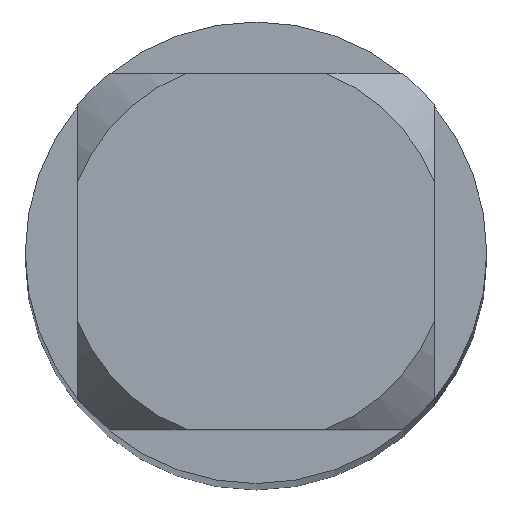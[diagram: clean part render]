
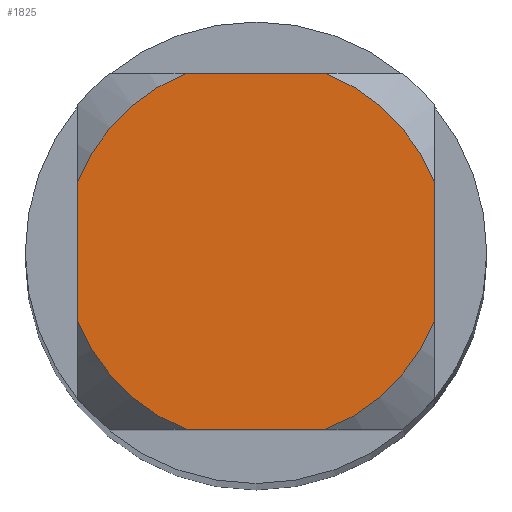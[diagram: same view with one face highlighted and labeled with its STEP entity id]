
A CAD part, top view. The second image highlights one B-rep face of the part: STEP entity #1825.
In plain terms, the highlighted planar face has unit normal (0, 0, 1).
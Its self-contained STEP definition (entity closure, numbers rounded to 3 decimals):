
#1359=EDGE_CURVE('',#2947,#2161,#3739,.T.);
#1441=VERTEX_POINT('',#3828);
#1509=EDGE_CURVE('',#1441,#1807,#3905,.T.);
#1807=VERTEX_POINT('',#4230);
#1825=ADVANCED_FACE('',(#4249),#4250,.T.);
#2017=VERTEX_POINT('',#4463);
#2093=VERTEX_POINT('',#4546);
#2161=VERTEX_POINT('',#4619);
#2481=VERTEX_POINT('',#4967);
#2553=EDGE_CURVE('',#2017,#2093,#5046,.T.);
#2661=EDGE_CURVE('',#2947,#2093,#5162,.T.);
#2947=VERTEX_POINT('',#5473);
#3119=EDGE_CURVE('',#2017,#1807,#5657,.T.);
#3167=EDGE_CURVE('',#2481,#3299,#5709,.T.);
#3209=EDGE_CURVE('',#1441,#3299,#5755,.T.);
#3299=VERTEX_POINT('',#5858);
#3415=EDGE_CURVE('',#2481,#2161,#5986,.T.);
#3739=CIRCLE('',#6566,1.45);
#3828=CARTESIAN_POINT('',(0.529,1.35,0.0));
#3905=CIRCLE('',#6956,1.45);
#4230=CARTESIAN_POINT('',(1.35,0.529,0.0));
#4249=FACE_OUTER_BOUND('',#8090,.T.);
#4250=PLANE('',#8091);
#4463=CARTESIAN_POINT('',(1.35,-0.529,0.0));
#4546=CARTESIAN_POINT('',(0.529,-1.35,0.0));
#4619=CARTESIAN_POINT('',(-1.35,-0.529,0.0));
#4967=CARTESIAN_POINT('',(-1.35,0.529,0.0));
#5046=CIRCLE('',#10247,1.45);
#5162=LINE('',#10511,#10512);
#5473=CARTESIAN_POINT('',(-0.529,-1.35,0.0));
#5657=LINE('',#12040,#12041);
#5709=CIRCLE('',#12141,1.45);
#5755=LINE('',#12249,#12250);
#5858=CARTESIAN_POINT('',(-0.529,1.35,0.0));
#5986=LINE('',#12740,#12741);
#6566=AXIS2_PLACEMENT_3D('',#13176,#13177,#13178);
#6956=AXIS2_PLACEMENT_3D('',#13358,#13359,#13360);
#8090=EDGE_LOOP('',(#13759,#13760,#13761,#13762,#13763,#13764,#13765,#13766));
#8091=AXIS2_PLACEMENT_3D('',#13767,#13768,#13769);
#10247=AXIS2_PLACEMENT_3D('',#14678,#14679,#14680);
#10511=CARTESIAN_POINT('',(0.0,-1.35,0.0));
#10512=VECTOR('',#14788,1.0);
#12040=CARTESIAN_POINT('',(1.35,0.363,0.0));
#12041=VECTOR('',#15318,1.0);
#12141=AXIS2_PLACEMENT_3D('',#15367,#15368,#15369);
#12249=CARTESIAN_POINT('',(0.0,1.35,0.0));
#12250=VECTOR('',#15419,1.0);
#12740=CARTESIAN_POINT('',(-1.35,0.363,0.0));
#12741=VECTOR('',#15700,1.0);
#13176=CARTESIAN_POINT('',(0.0,0.0,0.0));
#13177=DIRECTION('',(0.0,0.0,-1.0));
#13178=DIRECTION('',(0.0,1.0,0.0));
#13358=CARTESIAN_POINT('',(0.0,0.0,0.0));
#13359=DIRECTION('',(0.0,0.0,-1.0));
#13360=DIRECTION('',(0.0,1.0,0.0));
#13759=ORIENTED_EDGE('',*,*,#3415,.T.);
#13760=ORIENTED_EDGE('',*,*,#1359,.F.);
#13761=ORIENTED_EDGE('',*,*,#2661,.T.);
#13762=ORIENTED_EDGE('',*,*,#2553,.F.);
#13763=ORIENTED_EDGE('',*,*,#3119,.T.);
#13764=ORIENTED_EDGE('',*,*,#1509,.F.);
#13765=ORIENTED_EDGE('',*,*,#3209,.T.);
#13766=ORIENTED_EDGE('',*,*,#3167,.F.);
#13767=CARTESIAN_POINT('',(0.0,0.725,0.0));
#13768=DIRECTION('',(-0.0,0.0,1.0));
#13769=DIRECTION('',(0.0,-1.0,0.0));
#14678=CARTESIAN_POINT('',(0.0,0.0,0.0));
#14679=DIRECTION('',(0.0,0.0,-1.0));
#14680=DIRECTION('',(0.0,1.0,0.0));
#14788=DIRECTION('',(1.0,0.0,0.0));
#15318=DIRECTION('',(-0.0,1.0,0.0));
#15367=CARTESIAN_POINT('',(0.0,0.0,0.0));
#15368=DIRECTION('',(0.0,0.0,-1.0));
#15369=DIRECTION('',(0.0,1.0,0.0));
#15419=DIRECTION('',(-1.0,0.0,0.0));
#15700=DIRECTION('',(-0.0,-1.0,0.0));
